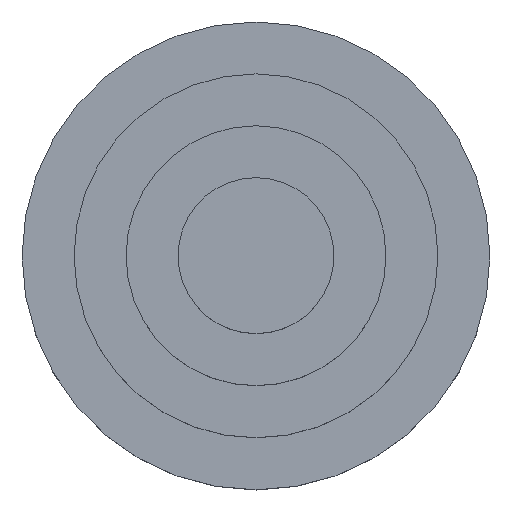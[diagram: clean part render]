
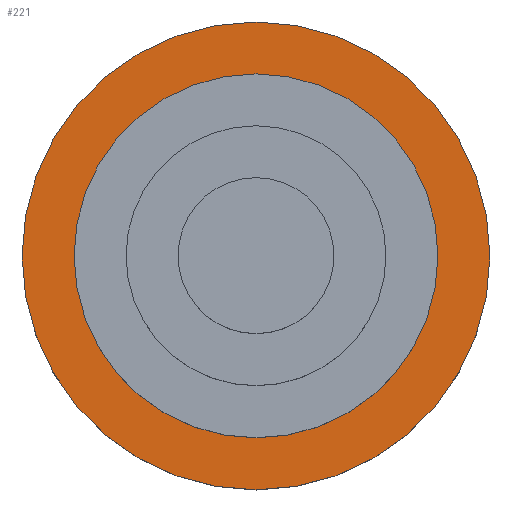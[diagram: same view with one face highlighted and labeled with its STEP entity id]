
A CAD part, top view. The second image highlights one B-rep face of the part: STEP entity #221.
In plain terms, the highlighted planar face has unit normal (0, 0, 1).
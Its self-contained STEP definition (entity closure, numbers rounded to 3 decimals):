
#16=FACE_BOUND('',#54,.T.);
#22=PLANE('',#257);
#36=FACE_OUTER_BOUND('',#53,.T.);
#53=EDGE_LOOP('',(#172));
#54=EDGE_LOOP('',(#173));
#107=CIRCLE('',#256,7.);
#108=CIRCLE('',#258,9.);
#117=VERTEX_POINT('',#361);
#118=VERTEX_POINT('',#365);
#138=EDGE_CURVE('',#117,#117,#107,.T.);
#139=EDGE_CURVE('',#118,#118,#108,.T.);
#172=ORIENTED_EDGE('',*,*,#139,.F.);
#173=ORIENTED_EDGE('',*,*,#138,.F.);
#221=ADVANCED_FACE('',(#36,#16),#22,.T.);
#256=AXIS2_PLACEMENT_3D('',#363,#297,#298);
#257=AXIS2_PLACEMENT_3D('',#364,#299,#300);
#258=AXIS2_PLACEMENT_3D('',#366,#301,#302);
#297=DIRECTION('center_axis',(0.,0.,1.));
#298=DIRECTION('ref_axis',(-1.,0.,0.));
#299=DIRECTION('center_axis',(0.,0.,1.));
#300=DIRECTION('ref_axis',(-1.,0.,0.));
#301=DIRECTION('center_axis',(0.,0.,-1.));
#302=DIRECTION('ref_axis',(1.,0.,0.));
#361=CARTESIAN_POINT('',(32.,-25.,11.5));
#363=CARTESIAN_POINT('Origin',(25.,-25.,11.5));
#364=CARTESIAN_POINT('Origin',(25.,-25.,11.5));
#365=CARTESIAN_POINT('',(16.,-25.,11.5));
#366=CARTESIAN_POINT('Origin',(25.,-25.,11.5));
